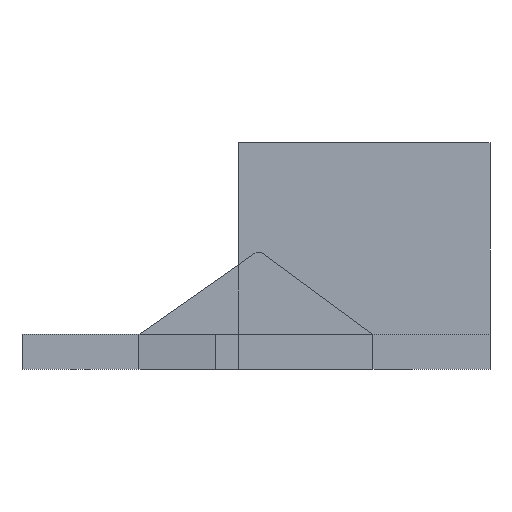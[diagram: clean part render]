
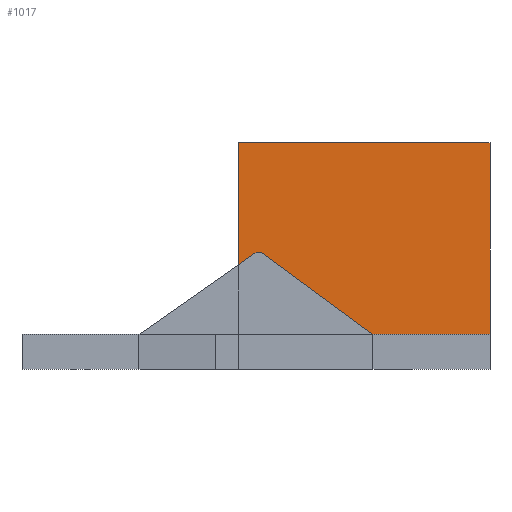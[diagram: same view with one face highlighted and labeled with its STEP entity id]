
A CAD part, front view. The second image highlights one B-rep face of the part: STEP entity #1017.
In plain terms, the highlighted planar face has unit normal (0, -1, 0).
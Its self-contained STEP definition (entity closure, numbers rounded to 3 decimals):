
#341 = VERTEX_POINT('',#342);
#342 = CARTESIAN_POINT('',(37.,0.,17.9));
#612 = EDGE_CURVE('',#341,#613,#615,.T.);
#613 = VERTEX_POINT('',#614);
#614 = CARTESIAN_POINT('',(37.,0.,38.8));
#615 = LINE('',#616,#617);
#616 = CARTESIAN_POINT('',(37.,0.,0.));
#617 = VECTOR('',#618,1.);
#618 = DIRECTION('',(0.,0.,1.));
#837 = VERTEX_POINT('',#838);
#838 = CARTESIAN_POINT('',(60.,0.,6.));
#845 = EDGE_CURVE('',#846,#341,#848,.T.);
#846 = VERTEX_POINT('',#847);
#847 = CARTESIAN_POINT('',(40.,0.,20.));
#848 = LINE('',#849,#850);
#849 = CARTESIAN_POINT('',(40.,0.,20.));
#850 = VECTOR('',#851,1.);
#851 = DIRECTION('',(-0.819,0.,-0.573));
#853 = EDGE_CURVE('',#854,#846,#856,.T.);
#854 = VERTEX_POINT('',#855);
#855 = CARTESIAN_POINT('',(41.,0.,20.));
#856 = LINE('',#857,#858);
#857 = CARTESIAN_POINT('',(41.,0.,20.));
#858 = VECTOR('',#859,1.);
#859 = DIRECTION('',(-1.,0.,0.));
#861 = EDGE_CURVE('',#837,#854,#862,.T.);
#862 = LINE('',#863,#864);
#863 = CARTESIAN_POINT('',(60.,0.,6.));
#864 = VECTOR('',#865,1.);
#865 = DIRECTION('',(-0.805,0.,0.593));
#1017 = ADVANCED_FACE('',(#1018),#1046,.F.);
#1018 = FACE_BOUND('',#1019,.F.);
#1019 = EDGE_LOOP('',(#1020,#1028,#1029,#1030,#1031,#1032,#1040));
#1020 = ORIENTED_EDGE('',*,*,#1021,.F.);
#1021 = EDGE_CURVE('',#837,#1022,#1024,.T.);
#1022 = VERTEX_POINT('',#1023);
#1023 = CARTESIAN_POINT('',(80.,0.,6.));
#1024 = LINE('',#1025,#1026);
#1025 = CARTESIAN_POINT('',(0.,0.,6.));
#1026 = VECTOR('',#1027,1.);
#1027 = DIRECTION('',(1.,0.,0.));
#1028 = ORIENTED_EDGE('',*,*,#861,.T.);
#1029 = ORIENTED_EDGE('',*,*,#853,.T.);
#1030 = ORIENTED_EDGE('',*,*,#845,.T.);
#1031 = ORIENTED_EDGE('',*,*,#612,.T.);
#1032 = ORIENTED_EDGE('',*,*,#1033,.T.);
#1033 = EDGE_CURVE('',#613,#1034,#1036,.T.);
#1034 = VERTEX_POINT('',#1035);
#1035 = CARTESIAN_POINT('',(80.,0.,38.8));
#1036 = LINE('',#1037,#1038);
#1037 = CARTESIAN_POINT('',(37.,0.,38.8));
#1038 = VECTOR('',#1039,1.);
#1039 = DIRECTION('',(1.,0.,0.));
#1040 = ORIENTED_EDGE('',*,*,#1041,.F.);
#1041 = EDGE_CURVE('',#1022,#1034,#1042,.T.);
#1042 = LINE('',#1043,#1044);
#1043 = CARTESIAN_POINT('',(80.,0.,0.));
#1044 = VECTOR('',#1045,1.);
#1045 = DIRECTION('',(0.,0.,1.));
#1046 = PLANE('',#1047);
#1047 = AXIS2_PLACEMENT_3D('',#1048,#1049,#1050);
#1048 = CARTESIAN_POINT('',(37.,0.,0.));
#1049 = DIRECTION('',(0.,1.,0.));
#1050 = DIRECTION('',(0.,0.,1.));
